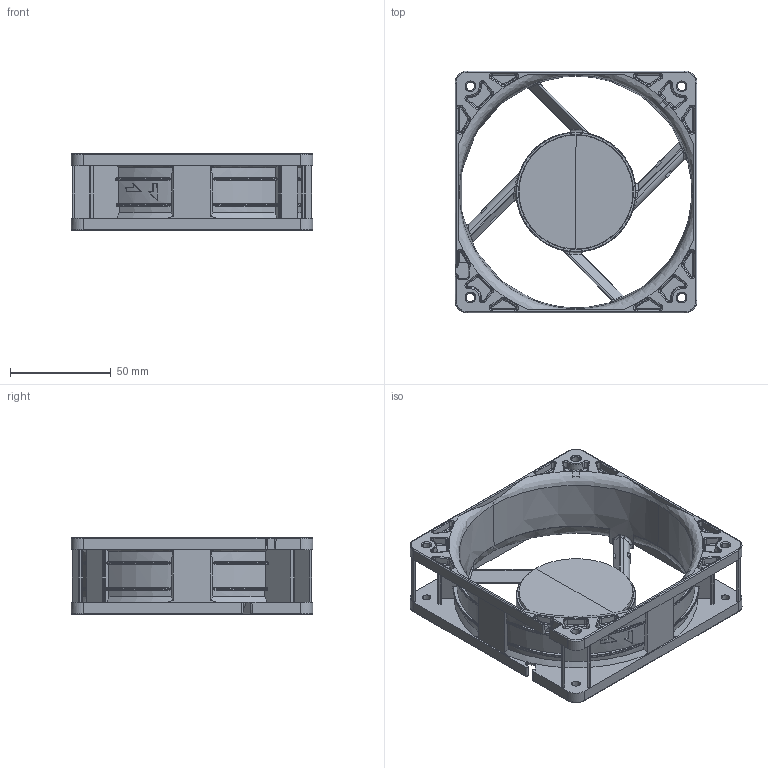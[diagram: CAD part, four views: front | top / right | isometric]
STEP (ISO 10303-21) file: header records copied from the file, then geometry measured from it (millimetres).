
FILE_DESCRIPTION (( 'STEP AP203' ), '1' );
FILE_NAME ('OA109EC-UR-1TB Frame Only.stp', '2021-02-19T21:31:28', ( '' ), ( '' ), 'SwSTEP 2.0', 'SolidWorks 2018', '' );
FILE_SCHEMA (( 'CONFIG_CONTROL_DESIGN' ));
Products named in the file (1): OA109EC-UR-1TB Frame Only
Bounding box: 120 x 120 x 38.01 mm (x, y, z)
Volume: 90184.1 mm3; surface area: 62869.2 mm2
Topology: 1 solids, 1 shells, 1428 faces, 6210 edges, 4807 vertices
Faces by surface type: bspline 446, plane 434, cylinder 300, cone 238, torus 10
Entity records: 92938 total; most frequent: CARTESIAN_POINT 54105, ORIENTED_EDGE 12420, EDGE_CURVE 6210, VERTEX_POINT 4807, B_SPLINE_CURVE_WITH_KNOTS 3495, DIRECTION 3322, EDGE_LOOP 1493, FACE_OUTER_BOUND 1428
